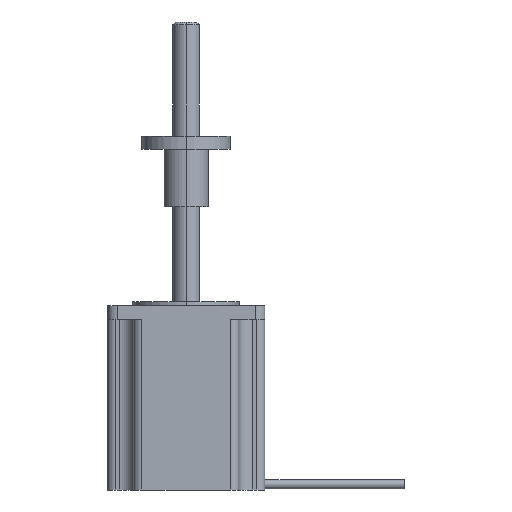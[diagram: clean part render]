
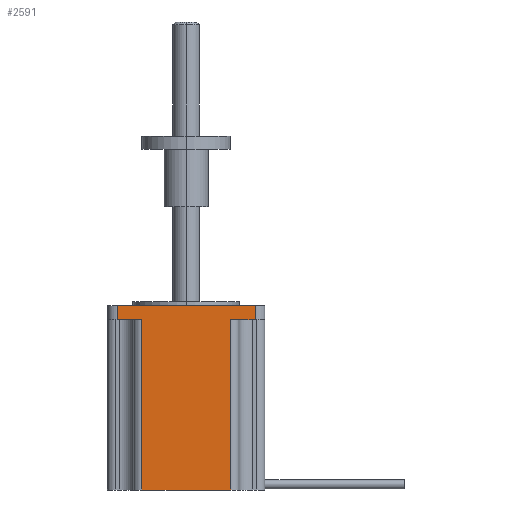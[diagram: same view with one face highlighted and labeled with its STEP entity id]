
A CAD part, left-side view. The second image highlights one B-rep face of the part: STEP entity #2591.
In plain terms, the highlighted planar face has unit normal (-1, 0, 0).
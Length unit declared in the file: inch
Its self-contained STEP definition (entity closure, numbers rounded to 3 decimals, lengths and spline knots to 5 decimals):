
#21 = CARTESIAN_POINT ( 'NONE',  ( -1.11024, 0.62613, -2.59843 ) ) ;
#37 = VERTEX_POINT ( 'NONE', #3585 ) ;
#42 = CARTESIAN_POINT ( 'NONE',  ( -1.11024, -0.62613, -2.59843 ) ) ;
#50 = DIRECTION ( 'NONE',  ( 0., 0., -1. ) ) ;
#55 = DIRECTION ( 'NONE',  ( 0., 0., -1. ) ) ;
#70 = CARTESIAN_POINT ( 'NONE',  ( -1.11024, 0.62613, -2.59843 ) ) ;
#116 = CARTESIAN_POINT ( 'NONE',  ( -1.11024, 1.11024, -2.59843 ) ) ;
#223 = ORIENTED_EDGE ( 'NONE', *, *, #3480, .T. ) ;
#243 = CARTESIAN_POINT ( 'NONE',  ( -1.11024, 0.97244, 0. ) ) ;
#259 = EDGE_CURVE ( 'NONE', #968, #37, #2717, .T. ) ;
#295 = ORIENTED_EDGE ( 'NONE', *, *, #3308, .F. ) ;
#374 = ORIENTED_EDGE ( 'NONE', *, *, #3098, .F. ) ;
#413 = VERTEX_POINT ( 'NONE', #243 ) ;
#449 = EDGE_CURVE ( 'NONE', #413, #3561, #1675, .T. ) ;
#608 = CARTESIAN_POINT ( 'NONE',  ( -1.11024, -0.97244, -2.59843 ) ) ;
#709 = CARTESIAN_POINT ( 'NONE',  ( -1.11024, 0.62613, -0.2 ) ) ;
#761 = EDGE_CURVE ( 'NONE', #1700, #2440, #2070, .T. ) ;
#824 = EDGE_CURVE ( 'NONE', #1056, #3561, #2666, .T. ) ;
#932 = DIRECTION ( 'NONE',  ( -1., 0., 0. ) ) ;
#947 = VECTOR ( 'NONE', #2305, 39.37008 ) ;
#968 = VERTEX_POINT ( 'NONE', #42 ) ;
#985 = PLANE ( 'NONE',  #2704 ) ;
#1056 = VERTEX_POINT ( 'NONE', #2004 ) ;
#1134 = CARTESIAN_POINT ( 'NONE',  ( -1.11024, 1.11024, 0. ) ) ;
#1312 = CARTESIAN_POINT ( 'NONE',  ( -1.11024, 1.11024, -2.59843 ) ) ;
#1513 = VECTOR ( 'NONE', #2283, 39.37008 ) ;
#1535 = CARTESIAN_POINT ( 'NONE',  ( -1.11024, 0.97244, -0.2 ) ) ;
#1551 = DIRECTION ( 'NONE',  ( 0., 0., 1. ) ) ;
#1667 = ORIENTED_EDGE ( 'NONE', *, *, #824, .T. ) ;
#1675 = LINE ( 'NONE', #1134, #1513 ) ;
#1700 = VERTEX_POINT ( 'NONE', #709 ) ;
#1983 = EDGE_LOOP ( 'NONE', ( #295, #2942, #223, #2615, #374, #1667, #3293, #3287 ) ) ;
#2004 = CARTESIAN_POINT ( 'NONE',  ( -1.11024, -0.97244, -0.2 ) ) ;
#2018 = CARTESIAN_POINT ( 'NONE',  ( -1.11024, -1.11024, -0.2 ) ) ;
#2070 = LINE ( 'NONE', #70, #2303 ) ;
#2083 = DIRECTION ( 'NONE',  ( 0., -1., 0. ) ) ;
#2119 = LINE ( 'NONE', #3258, #2639 ) ;
#2157 = LINE ( 'NONE', #1312, #2274 ) ;
#2274 = VECTOR ( 'NONE', #3322, 39.37008 ) ;
#2283 = DIRECTION ( 'NONE',  ( 0., -1., 0. ) ) ;
#2303 = VECTOR ( 'NONE', #50, 39.37008 ) ;
#2305 = DIRECTION ( 'NONE',  ( 0., 1., 0. ) ) ;
#2307 = VECTOR ( 'NONE', #3551, 39.37008 ) ;
#2440 = VERTEX_POINT ( 'NONE', #21 ) ;
#2540 = VERTEX_POINT ( 'NONE', #1535 ) ;
#2591 = ADVANCED_FACE ( 'NONE', ( #3009 ), #985, .T. ) ;
#2603 = CARTESIAN_POINT ( 'NONE',  ( -1.11024, -0.97244, 0. ) ) ;
#2615 = ORIENTED_EDGE ( 'NONE', *, *, #259, .T. ) ;
#2639 = VECTOR ( 'NONE', #55, 39.37008 ) ;
#2666 = LINE ( 'NONE', #608, #2307 ) ;
#2704 = AXIS2_PLACEMENT_3D ( 'NONE', #116, #932, #2083 ) ;
#2717 = LINE ( 'NONE', #3376, #3748 ) ;
#2942 = ORIENTED_EDGE ( 'NONE', *, *, #761, .T. ) ;
#3009 = FACE_OUTER_BOUND ( 'NONE', #1983, .T. ) ;
#3098 = EDGE_CURVE ( 'NONE', #1056, #37, #3135, .T. ) ;
#3135 = LINE ( 'NONE', #2018, #3517 ) ;
#3193 = DIRECTION ( 'NONE',  ( 0., 1., 0. ) ) ;
#3258 = CARTESIAN_POINT ( 'NONE',  ( -1.11024, 0.97244, -2.59843 ) ) ;
#3287 = ORIENTED_EDGE ( 'NONE', *, *, #3430, .T. ) ;
#3293 = ORIENTED_EDGE ( 'NONE', *, *, #449, .F. ) ;
#3308 = EDGE_CURVE ( 'NONE', #1700, #2540, #3801, .T. ) ;
#3322 = DIRECTION ( 'NONE',  ( 0., -1., 0. ) ) ;
#3376 = CARTESIAN_POINT ( 'NONE',  ( -1.11024, -0.62613, -0.2 ) ) ;
#3430 = EDGE_CURVE ( 'NONE', #413, #2540, #2119, .T. ) ;
#3474 = CARTESIAN_POINT ( 'NONE',  ( -1.11024, 1.11024, -0.2 ) ) ;
#3480 = EDGE_CURVE ( 'NONE', #2440, #968, #2157, .T. ) ;
#3517 = VECTOR ( 'NONE', #3193, 39.37008 ) ;
#3551 = DIRECTION ( 'NONE',  ( 0., 0., 1. ) ) ;
#3561 = VERTEX_POINT ( 'NONE', #2603 ) ;
#3585 = CARTESIAN_POINT ( 'NONE',  ( -1.11024, -0.62613, -0.2 ) ) ;
#3748 = VECTOR ( 'NONE', #1551, 39.37008 ) ;
#3801 = LINE ( 'NONE', #3474, #947 ) ;
